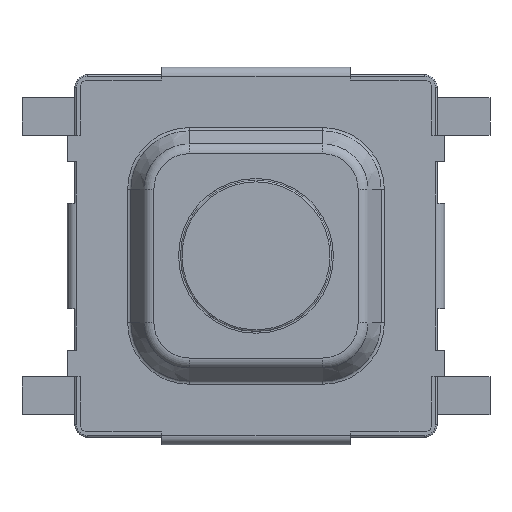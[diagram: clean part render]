
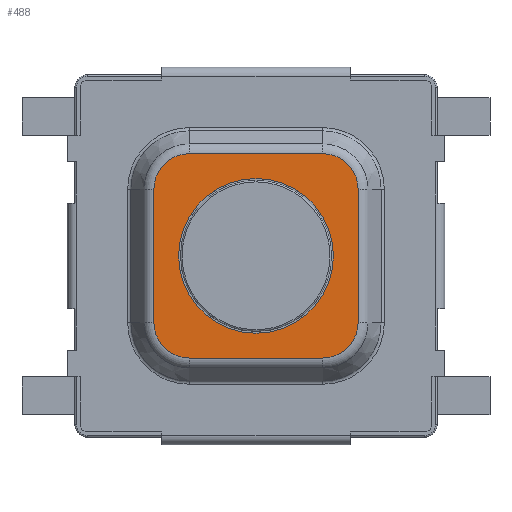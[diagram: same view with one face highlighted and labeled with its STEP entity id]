
A CAD part, top view. The second image highlights one B-rep face of the part: STEP entity #488.
In plain terms, the highlighted planar face has unit normal (0, 0, 1).
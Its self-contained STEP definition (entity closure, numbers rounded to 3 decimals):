
#488 = ADVANCED_FACE( '', ( #975, #976 ), #977, .T. );
#975 = FACE_BOUND( '', #1431, .T. );
#976 = FACE_OUTER_BOUND( '', #1432, .T. );
#977 = PLANE( '', #1433 );
#1431 = EDGE_LOOP( '', ( #2593 ) );
#1432 = EDGE_LOOP( '', ( #2594, #2595, #2596, #2597, #2598, #2599, #2600, #2601 ) );
#1433 = AXIS2_PLACEMENT_3D( '', #2602, #2603, #2604 );
#2593 = ORIENTED_EDGE( '', *, *, #3745, .F. );
#2594 = ORIENTED_EDGE( '', *, *, #3746, .T. );
#2595 = ORIENTED_EDGE( '', *, *, #3747, .T. );
#2596 = ORIENTED_EDGE( '', *, *, #3748, .T. );
#2597 = ORIENTED_EDGE( '', *, *, #3749, .T. );
#2598 = ORIENTED_EDGE( '', *, *, #3750, .T. );
#2599 = ORIENTED_EDGE( '', *, *, #3751, .T. );
#2600 = ORIENTED_EDGE( '', *, *, #3752, .T. );
#2601 = ORIENTED_EDGE( '', *, *, #3753, .T. );
#2602 = CARTESIAN_POINT( '', ( -0.882, 0.882, 1.2 ) );
#2603 = DIRECTION( '', ( 0., 0., 1. ) );
#2604 = DIRECTION( '', ( 1., 0., 0. ) );
#3745 = EDGE_CURVE( '', #4526, #4526, #4527, .T. );
#3746 = EDGE_CURVE( '', #4528, #4529, #4530, .F. );
#3747 = EDGE_CURVE( '', #4529, #4531, #4532, .T. );
#3748 = EDGE_CURVE( '', #4531, #4533, #4534, .F. );
#3749 = EDGE_CURVE( '', #4533, #4535, #4536, .T. );
#3750 = EDGE_CURVE( '', #4535, #4537, #4538, .F. );
#3751 = EDGE_CURVE( '', #4537, #4539, #4540, .T. );
#3752 = EDGE_CURVE( '', #4539, #4541, #4542, .F. );
#3753 = EDGE_CURVE( '', #4541, #4528, #4543, .T. );
#4526 = VERTEX_POINT( '', #5577 );
#4527 = CIRCLE( '', #5578, 1.025 );
#4528 = VERTEX_POINT( '', #5579 );
#4529 = VERTEX_POINT( '', #5580 );
#4530 = LINE( '', #5581, #5582 );
#4531 = VERTEX_POINT( '', #5583 );
#4532 = CIRCLE( '', #5584, 0.471 );
#4533 = VERTEX_POINT( '', #5585 );
#4534 = LINE( '', #5586, #5587 );
#4535 = VERTEX_POINT( '', #5588 );
#4536 = CIRCLE( '', #5589, 0.471 );
#4537 = VERTEX_POINT( '', #5590 );
#4538 = LINE( '', #5591, #5592 );
#4539 = VERTEX_POINT( '', #5593 );
#4540 = CIRCLE( '', #5594, 0.471 );
#4541 = VERTEX_POINT( '', #5595 );
#4542 = LINE( '', #5596, #5597 );
#4543 = CIRCLE( '', #5598, 0.471 );
#5577 = CARTESIAN_POINT( '', ( 1.025, 0., 1.2 ) );
#5578 = AXIS2_PLACEMENT_3D( '', #6402, #6403, #6404 );
#5579 = CARTESIAN_POINT( '', ( -0.882, -1.354, 1.2 ) );
#5580 = CARTESIAN_POINT( '', ( 0.882, -1.354, 1.2 ) );
#5581 = CARTESIAN_POINT( '', ( 0.882, -1.354, 1.2 ) );
#5582 = VECTOR( '', #6405, 1000. );
#5583 = CARTESIAN_POINT( '', ( 1.354, -0.882, 1.2 ) );
#5584 = AXIS2_PLACEMENT_3D( '', #6406, #6407, #6408 );
#5585 = CARTESIAN_POINT( '', ( 1.354, 0.882, 1.2 ) );
#5586 = CARTESIAN_POINT( '', ( 1.354, 0.882, 1.2 ) );
#5587 = VECTOR( '', #6409, 1000. );
#5588 = CARTESIAN_POINT( '', ( 0.882, 1.354, 1.2 ) );
#5589 = AXIS2_PLACEMENT_3D( '', #6410, #6411, #6412 );
#5590 = CARTESIAN_POINT( '', ( -0.882, 1.354, 1.2 ) );
#5591 = CARTESIAN_POINT( '', ( -0.882, 1.354, 1.2 ) );
#5592 = VECTOR( '', #6413, 1000. );
#5593 = CARTESIAN_POINT( '', ( -1.354, 0.882, 1.2 ) );
#5594 = AXIS2_PLACEMENT_3D( '', #6414, #6415, #6416 );
#5595 = CARTESIAN_POINT( '', ( -1.354, -0.882, 1.2 ) );
#5596 = CARTESIAN_POINT( '', ( -1.354, -0.882, 1.2 ) );
#5597 = VECTOR( '', #6417, 1000. );
#5598 = AXIS2_PLACEMENT_3D( '', #6418, #6419, #6420 );
#6402 = CARTESIAN_POINT( '', ( 0., 0., 1.2 ) );
#6403 = DIRECTION( '', ( 0., 0., 1. ) );
#6404 = DIRECTION( '', ( 1., 0., 0. ) );
#6405 = DIRECTION( '', ( -1., 0., 0. ) );
#6406 = CARTESIAN_POINT( '', ( 0.882, -0.882, 1.2 ) );
#6407 = DIRECTION( '', ( 0., 0., 1. ) );
#6408 = DIRECTION( '', ( 1., 0., 0. ) );
#6409 = DIRECTION( '', ( 0., -1., 0. ) );
#6410 = CARTESIAN_POINT( '', ( 0.882, 0.882, 1.2 ) );
#6411 = DIRECTION( '', ( 0., 0., 1. ) );
#6412 = DIRECTION( '', ( 1., 0., 0. ) );
#6413 = DIRECTION( '', ( 1., 0., 0. ) );
#6414 = CARTESIAN_POINT( '', ( -0.882, 0.882, 1.2 ) );
#6415 = DIRECTION( '', ( 0., 0., 1. ) );
#6416 = DIRECTION( '', ( 1., 0., 0. ) );
#6417 = DIRECTION( '', ( 0., 1., 0. ) );
#6418 = CARTESIAN_POINT( '', ( -0.882, -0.882, 1.2 ) );
#6419 = DIRECTION( '', ( 0., 0., 1. ) );
#6420 = DIRECTION( '', ( 1., 0., 0. ) );
